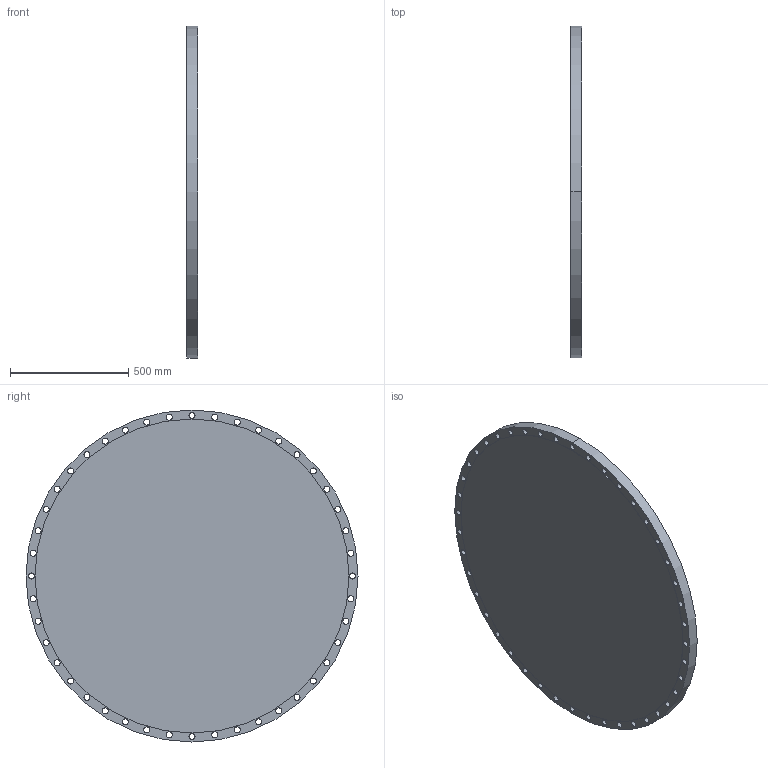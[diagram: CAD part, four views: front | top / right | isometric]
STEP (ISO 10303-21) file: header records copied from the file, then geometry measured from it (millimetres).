
FILE_DESCRIPTION (( 'STEP AP203' ), '1' );
FILE_NAME ('50_75_B1647B_RF_BLF.STEP', '2024-01-12T21:04:09', ( '' ), ( '' ), 'SwSTEP 2.0', 'SolidWorks 2023', '' );
FILE_SCHEMA (( 'CONFIG_CONTROL_DESIGN' ));
Length unit declared in the file: inch
Products named in the file (1): 50_75_B1647B_RF_BLF
Bounding box: 47.62 x 1403.35 x 1403.35 mm (x, y, z)
Volume: 72378436 mm3; surface area: 3420148.8 mm2
Topology: 1 solids, 1 shells, 95 faces, 276 edges, 184 vertices
Faces by surface type: cylinder 92, plane 3
Entity records: 3509 total; most frequent: DIRECTION 652, CARTESIAN_POINT 556, ORIENTED_EDGE 552, AXIS2_PLACEMENT_3D 280, EDGE_CURVE 276, CIRCLE 184, VERTEX_POINT 184, EDGE_LOOP 184
